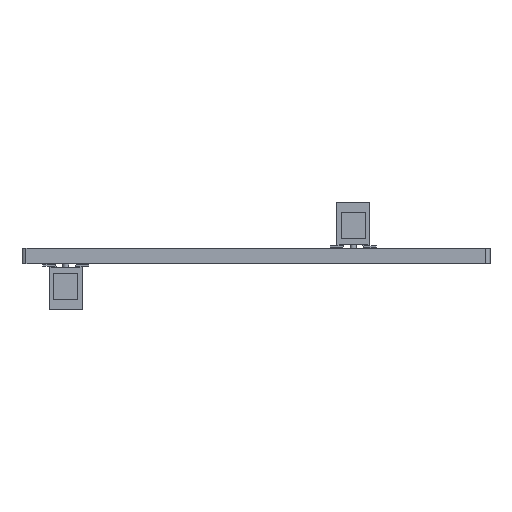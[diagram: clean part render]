
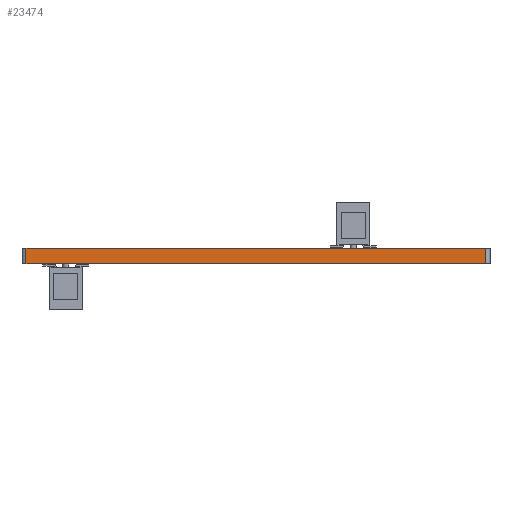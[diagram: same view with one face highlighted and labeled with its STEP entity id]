
A CAD part, front view. The second image highlights one B-rep face of the part: STEP entity #23474.
In plain terms, the highlighted planar face has unit normal (0, -1, 0).
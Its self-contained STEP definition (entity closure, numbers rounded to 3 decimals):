
#21440 = PLANE('',#21441);
#21441 = AXIS2_PLACEMENT_3D('',#21442,#21443,#21444);
#21442 = CARTESIAN_POINT('',(150.248,-96.634,1.6));
#21443 = DIRECTION('',(-0.,-0.,-1.));
#21444 = DIRECTION('',(-1.,0.,0.));
#21494 = PLANE('',#21495);
#21495 = AXIS2_PLACEMENT_3D('',#21496,#21497,#21498);
#21496 = CARTESIAN_POINT('',(150.248,-96.634,0.));
#21497 = DIRECTION('',(-0.,-0.,-1.));
#21498 = DIRECTION('',(-1.,0.,0.));
#22195 = VERTEX_POINT('',#22196);
#22196 = CARTESIAN_POINT('',(173.4,-119.9,0.));
#22215 = CYLINDRICAL_SURFACE('',#22216,0.4);
#22216 = AXIS2_PLACEMENT_3D('',#22217,#22218,#22219);
#22217 = CARTESIAN_POINT('',(173.4,-119.5,0.));
#22218 = DIRECTION('',(-0.,-0.,-1.));
#22219 = DIRECTION('',(1.,0.,-0.));
#22227 = EDGE_CURVE('',#22195,#22228,#22230,.T.);
#22228 = VERTEX_POINT('',#22229);
#22229 = CARTESIAN_POINT('',(127.4,-119.9,0.));
#22230 = SURFACE_CURVE('',#22231,(#22235,#22242),.PCURVE_S1.);
#22231 = LINE('',#22232,#22233);
#22232 = CARTESIAN_POINT('',(173.4,-119.9,0.));
#22233 = VECTOR('',#22234,1.);
#22234 = DIRECTION('',(-1.,0.,0.));
#22235 = PCURVE('',#21494,#22236);
#22236 = DEFINITIONAL_REPRESENTATION('',(#22237),#22241);
#22237 = LINE('',#22238,#22239);
#22238 = CARTESIAN_POINT('',(-23.152,-23.266));
#22239 = VECTOR('',#22240,1.);
#22240 = DIRECTION('',(1.,0.));
#22241 = ( GEOMETRIC_REPRESENTATION_CONTEXT(2) 
PARAMETRIC_REPRESENTATION_CONTEXT() REPRESENTATION_CONTEXT('2D SPACE',''
  ) );
#22242 = PCURVE('',#22243,#22248);
#22243 = PLANE('',#22244);
#22244 = AXIS2_PLACEMENT_3D('',#22245,#22246,#22247);
#22245 = CARTESIAN_POINT('',(173.4,-119.9,0.));
#22246 = DIRECTION('',(0.,-1.,0.));
#22247 = DIRECTION('',(-1.,0.,0.));
#22248 = DEFINITIONAL_REPRESENTATION('',(#22249),#22253);
#22249 = LINE('',#22250,#22251);
#22250 = CARTESIAN_POINT('',(0.,0.));
#22251 = VECTOR('',#22252,1.);
#22252 = DIRECTION('',(1.,0.));
#22253 = ( GEOMETRIC_REPRESENTATION_CONTEXT(2) 
PARAMETRIC_REPRESENTATION_CONTEXT() REPRESENTATION_CONTEXT('2D SPACE',''
  ) );
#22276 = CYLINDRICAL_SURFACE('',#22277,0.4);
#22277 = AXIS2_PLACEMENT_3D('',#22278,#22279,#22280);
#22278 = CARTESIAN_POINT('',(127.4,-119.5,0.));
#22279 = DIRECTION('',(-0.,-0.,-1.));
#22280 = DIRECTION('',(1.,0.,-0.));
#23027 = VERTEX_POINT('',#23028);
#23028 = CARTESIAN_POINT('',(173.4,-119.9,1.6));
#23054 = EDGE_CURVE('',#23027,#23055,#23057,.T.);
#23055 = VERTEX_POINT('',#23056);
#23056 = CARTESIAN_POINT('',(127.4,-119.9,1.6));
#23057 = SURFACE_CURVE('',#23058,(#23062,#23069),.PCURVE_S1.);
#23058 = LINE('',#23059,#23060);
#23059 = CARTESIAN_POINT('',(173.4,-119.9,1.6));
#23060 = VECTOR('',#23061,1.);
#23061 = DIRECTION('',(-1.,0.,0.));
#23062 = PCURVE('',#21440,#23063);
#23063 = DEFINITIONAL_REPRESENTATION('',(#23064),#23068);
#23064 = LINE('',#23065,#23066);
#23065 = CARTESIAN_POINT('',(-23.152,-23.266));
#23066 = VECTOR('',#23067,1.);
#23067 = DIRECTION('',(1.,0.));
#23068 = ( GEOMETRIC_REPRESENTATION_CONTEXT(2) 
PARAMETRIC_REPRESENTATION_CONTEXT() REPRESENTATION_CONTEXT('2D SPACE',''
  ) );
#23069 = PCURVE('',#22243,#23070);
#23070 = DEFINITIONAL_REPRESENTATION('',(#23071),#23075);
#23071 = LINE('',#23072,#23073);
#23072 = CARTESIAN_POINT('',(0.,-1.6));
#23073 = VECTOR('',#23074,1.);
#23074 = DIRECTION('',(1.,0.));
#23075 = ( GEOMETRIC_REPRESENTATION_CONTEXT(2) 
PARAMETRIC_REPRESENTATION_CONTEXT() REPRESENTATION_CONTEXT('2D SPACE',''
  ) );
#23426 = EDGE_CURVE('',#22228,#23055,#23427,.T.);
#23427 = SURFACE_CURVE('',#23428,(#23432,#23439),.PCURVE_S1.);
#23428 = LINE('',#23429,#23430);
#23429 = CARTESIAN_POINT('',(127.4,-119.9,0.));
#23430 = VECTOR('',#23431,1.);
#23431 = DIRECTION('',(0.,0.,1.));
#23432 = PCURVE('',#22276,#23433);
#23433 = DEFINITIONAL_REPRESENTATION('',(#23434),#23438);
#23434 = LINE('',#23435,#23436);
#23435 = CARTESIAN_POINT('',(-4.712,0.));
#23436 = VECTOR('',#23437,1.);
#23437 = DIRECTION('',(-0.,-1.));
#23438 = ( GEOMETRIC_REPRESENTATION_CONTEXT(2) 
PARAMETRIC_REPRESENTATION_CONTEXT() REPRESENTATION_CONTEXT('2D SPACE',''
  ) );
#23439 = PCURVE('',#22243,#23440);
#23440 = DEFINITIONAL_REPRESENTATION('',(#23441),#23445);
#23441 = LINE('',#23442,#23443);
#23442 = CARTESIAN_POINT('',(46.,0.));
#23443 = VECTOR('',#23444,1.);
#23444 = DIRECTION('',(0.,-1.));
#23445 = ( GEOMETRIC_REPRESENTATION_CONTEXT(2) 
PARAMETRIC_REPRESENTATION_CONTEXT() REPRESENTATION_CONTEXT('2D SPACE',''
  ) );
#23474 = ADVANCED_FACE('',(#23475),#22243,.T.);
#23475 = FACE_BOUND('',#23476,.T.);
#23476 = EDGE_LOOP('',(#23477,#23498,#23499,#23500));
#23477 = ORIENTED_EDGE('',*,*,#23478,.T.);
#23478 = EDGE_CURVE('',#22195,#23027,#23479,.T.);
#23479 = SURFACE_CURVE('',#23480,(#23484,#23491),.PCURVE_S1.);
#23480 = LINE('',#23481,#23482);
#23481 = CARTESIAN_POINT('',(173.4,-119.9,0.));
#23482 = VECTOR('',#23483,1.);
#23483 = DIRECTION('',(0.,0.,1.));
#23484 = PCURVE('',#22243,#23485);
#23485 = DEFINITIONAL_REPRESENTATION('',(#23486),#23490);
#23486 = LINE('',#23487,#23488);
#23487 = CARTESIAN_POINT('',(0.,0.));
#23488 = VECTOR('',#23489,1.);
#23489 = DIRECTION('',(0.,-1.));
#23490 = ( GEOMETRIC_REPRESENTATION_CONTEXT(2) 
PARAMETRIC_REPRESENTATION_CONTEXT() REPRESENTATION_CONTEXT('2D SPACE',''
  ) );
#23491 = PCURVE('',#22215,#23492);
#23492 = DEFINITIONAL_REPRESENTATION('',(#23493),#23497);
#23493 = LINE('',#23494,#23495);
#23494 = CARTESIAN_POINT('',(-4.712,0.));
#23495 = VECTOR('',#23496,1.);
#23496 = DIRECTION('',(-0.,-1.));
#23497 = ( GEOMETRIC_REPRESENTATION_CONTEXT(2) 
PARAMETRIC_REPRESENTATION_CONTEXT() REPRESENTATION_CONTEXT('2D SPACE',''
  ) );
#23498 = ORIENTED_EDGE('',*,*,#23054,.T.);
#23499 = ORIENTED_EDGE('',*,*,#23426,.F.);
#23500 = ORIENTED_EDGE('',*,*,#22227,.F.);
